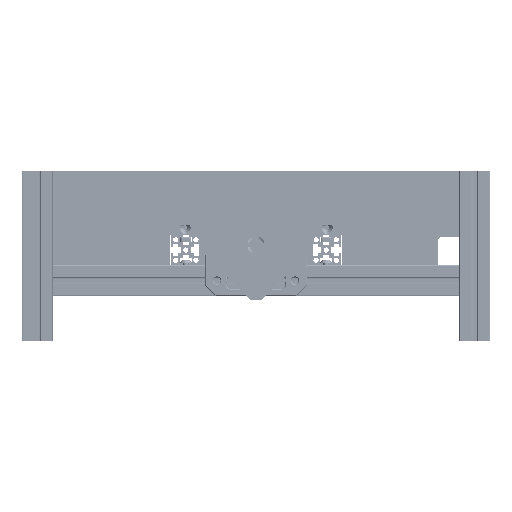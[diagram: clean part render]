
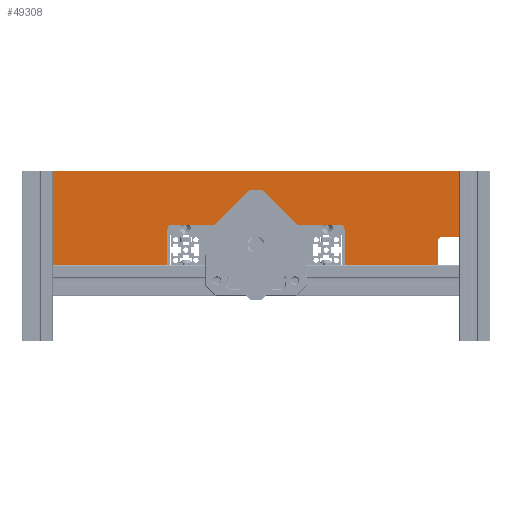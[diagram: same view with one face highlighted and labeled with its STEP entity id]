
A CAD part, front view. The second image highlights one B-rep face of the part: STEP entity #49308.
In plain terms, the highlighted planar face has unit normal (0, -1, 0).
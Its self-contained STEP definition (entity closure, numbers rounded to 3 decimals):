
#3249=PLANE('',#53627);
#6394=FACE_OUTER_BOUND('',#9279,.T.);
#9279=EDGE_LOOP('',(#42316,#42317,#42318,#42319,#42320,#42321,#42322,#42323,
#42324,#42325,#42326,#42327,#42328,#42329,#42330,#42331,#42332,#42333));
#13146=LINE('',#111072,#17642);
#13148=LINE('',#111075,#17644);
#13159=LINE('',#111110,#17655);
#13162=LINE('',#111118,#17658);
#13165=LINE('',#111126,#17661);
#13168=LINE('',#111134,#17664);
#13171=LINE('',#111141,#17667);
#13173=LINE('',#111145,#17669);
#13175=LINE('',#111149,#17671);
#13176=LINE('',#111151,#17672);
#17642=VECTOR('',#63685,1000.);
#17644=VECTOR('',#63689,1000.);
#17655=VECTOR('',#63718,1000.);
#17658=VECTOR('',#63727,1000.);
#17661=VECTOR('',#63736,1000.);
#17664=VECTOR('',#63745,1000.);
#17667=VECTOR('',#63754,1000.);
#17669=VECTOR('',#63758,1000.);
#17671=VECTOR('',#63762,1000.);
#17672=VECTOR('',#63765,10.);
#20518=CIRCLE('',#53595,2.);
#20520=CIRCLE('',#53598,2.);
#20522=CIRCLE('',#53601,2.);
#20528=CIRCLE('',#53611,2.);
#20529=CIRCLE('',#53614,2.);
#20530=CIRCLE('',#53617,2.);
#20531=CIRCLE('',#53620,2.);
#20532=CIRCLE('',#53623,2.);
#23905=VERTEX_POINT('',#111047);
#23906=VERTEX_POINT('',#111049);
#23909=VERTEX_POINT('',#111056);
#23910=VERTEX_POINT('',#111058);
#23913=VERTEX_POINT('',#111065);
#23914=VERTEX_POINT('',#111067);
#23927=VERTEX_POINT('',#111103);
#23928=VERTEX_POINT('',#111104);
#23929=VERTEX_POINT('',#111109);
#23930=VERTEX_POINT('',#111113);
#23931=VERTEX_POINT('',#111117);
#23932=VERTEX_POINT('',#111121);
#23933=VERTEX_POINT('',#111125);
#23934=VERTEX_POINT('',#111129);
#23935=VERTEX_POINT('',#111133);
#23936=VERTEX_POINT('',#111137);
#23937=VERTEX_POINT('',#111143);
#23938=VERTEX_POINT('',#111147);
#30254=EDGE_CURVE('',#23906,#23905,#20518,.T.);
#30258=EDGE_CURVE('',#23910,#23909,#20520,.T.);
#30262=EDGE_CURVE('',#23914,#23913,#20522,.T.);
#30265=EDGE_CURVE('',#23914,#23909,#13146,.T.);
#30267=EDGE_CURVE('',#23910,#23905,#13148,.T.);
#30281=EDGE_CURVE('',#23927,#23928,#20528,.T.);
#30284=EDGE_CURVE('',#23929,#23927,#13159,.T.);
#30286=EDGE_CURVE('',#23930,#23929,#20529,.T.);
#30288=EDGE_CURVE('',#23931,#23930,#13162,.T.);
#30290=EDGE_CURVE('',#23932,#23931,#20530,.T.);
#30292=EDGE_CURVE('',#23933,#23932,#13165,.T.);
#30294=EDGE_CURVE('',#23934,#23933,#20531,.T.);
#30296=EDGE_CURVE('',#23935,#23934,#13168,.T.);
#30298=EDGE_CURVE('',#23936,#23935,#20532,.T.);
#30300=EDGE_CURVE('',#23906,#23936,#13171,.T.);
#30302=EDGE_CURVE('',#23937,#23913,#13173,.T.);
#30304=EDGE_CURVE('',#23928,#23938,#13175,.T.);
#30305=EDGE_CURVE('',#23938,#23937,#13176,.T.);
#42316=ORIENTED_EDGE('',*,*,#30305,.F.);
#42317=ORIENTED_EDGE('',*,*,#30304,.F.);
#42318=ORIENTED_EDGE('',*,*,#30281,.F.);
#42319=ORIENTED_EDGE('',*,*,#30284,.F.);
#42320=ORIENTED_EDGE('',*,*,#30286,.F.);
#42321=ORIENTED_EDGE('',*,*,#30288,.F.);
#42322=ORIENTED_EDGE('',*,*,#30290,.F.);
#42323=ORIENTED_EDGE('',*,*,#30292,.F.);
#42324=ORIENTED_EDGE('',*,*,#30294,.F.);
#42325=ORIENTED_EDGE('',*,*,#30296,.F.);
#42326=ORIENTED_EDGE('',*,*,#30298,.F.);
#42327=ORIENTED_EDGE('',*,*,#30300,.F.);
#42328=ORIENTED_EDGE('',*,*,#30254,.T.);
#42329=ORIENTED_EDGE('',*,*,#30267,.F.);
#42330=ORIENTED_EDGE('',*,*,#30258,.T.);
#42331=ORIENTED_EDGE('',*,*,#30265,.F.);
#42332=ORIENTED_EDGE('',*,*,#30262,.T.);
#42333=ORIENTED_EDGE('',*,*,#30302,.F.);
#49308=ADVANCED_FACE('',(#6394),#3249,.F.);
#53595=AXIS2_PLACEMENT_3D('',#111050,#63663,#63664);
#53598=AXIS2_PLACEMENT_3D('',#111059,#63671,#63672);
#53601=AXIS2_PLACEMENT_3D('',#111068,#63679,#63680);
#53611=AXIS2_PLACEMENT_3D('',#111105,#63712,#63713);
#53614=AXIS2_PLACEMENT_3D('',#111114,#63722,#63723);
#53617=AXIS2_PLACEMENT_3D('',#111122,#63731,#63732);
#53620=AXIS2_PLACEMENT_3D('',#111130,#63740,#63741);
#53623=AXIS2_PLACEMENT_3D('',#111138,#63749,#63750);
#53627=AXIS2_PLACEMENT_3D('',#111150,#63763,#63764);
#63663=DIRECTION('center_axis',(0.,-1.,0.));
#63664=DIRECTION('ref_axis',(0.,0.,1.));
#63671=DIRECTION('center_axis',(0.,1.,0.));
#63672=DIRECTION('ref_axis',(0.,0.,1.));
#63679=DIRECTION('center_axis',(0.,-1.,0.));
#63680=DIRECTION('ref_axis',(0.,0.,1.));
#63685=DIRECTION('',(-1.,0.,0.));
#63689=DIRECTION('',(0.,0.,-1.));
#63712=DIRECTION('center_axis',(0.,1.,0.));
#63713=DIRECTION('ref_axis',(0.,0.,1.));
#63718=DIRECTION('',(-1.,0.,0.));
#63722=DIRECTION('center_axis',(0.,1.,0.));
#63723=DIRECTION('ref_axis',(0.,0.,-1.));
#63727=DIRECTION('',(0.,0.,-1.));
#63731=DIRECTION('center_axis',(0.,-1.,0.));
#63732=DIRECTION('ref_axis',(0.,0.,-1.));
#63736=DIRECTION('',(-1.,0.,0.));
#63740=DIRECTION('center_axis',(0.,-1.,0.));
#63741=DIRECTION('ref_axis',(0.,0.,-1.));
#63745=DIRECTION('',(0.,0.,1.));
#63749=DIRECTION('center_axis',(0.,1.,0.));
#63750=DIRECTION('ref_axis',(0.,0.,1.));
#63754=DIRECTION('',(-1.,0.,0.));
#63758=DIRECTION('',(0.,0.,-1.));
#63762=DIRECTION('',(0.,0.,1.));
#63763=DIRECTION('center_axis',(0.,1.,0.));
#63764=DIRECTION('ref_axis',(0.,0.,1.));
#63765=DIRECTION('',(1.,0.,0.));
#111047=CARTESIAN_POINT('',(89.5,0.,-84.));
#111049=CARTESIAN_POINT('',(87.5,0.,-86.));
#111050=CARTESIAN_POINT('Origin',(87.5,0.,-84.));
#111056=CARTESIAN_POINT('',(91.5,0.,-68.));
#111058=CARTESIAN_POINT('',(89.5,0.,-70.));
#111059=CARTESIAN_POINT('Origin',(91.5,0.,-70.));
#111065=CARTESIAN_POINT('',(104.5,0.,-66.));
#111067=CARTESIAN_POINT('',(102.5,0.,-68.));
#111068=CARTESIAN_POINT('Origin',(102.5,0.,-66.));
#111072=CARTESIAN_POINT('',(104.5,0.,-68.));
#111075=CARTESIAN_POINT('',(89.5,0.,-86.));
#111103=CARTESIAN_POINT('',(-102.5,0.,-86.));
#111104=CARTESIAN_POINT('',(-104.5,0.,-84.));
#111105=CARTESIAN_POINT('Origin',(-102.5,0.,-84.));
#111109=CARTESIAN_POINT('',(-45.5,0.,-86.));
#111110=CARTESIAN_POINT('',(-102.5,0.,-86.));
#111113=CARTESIAN_POINT('',(-43.5,0.,-84.));
#111114=CARTESIAN_POINT('Origin',(-45.5,0.,-84.));
#111117=CARTESIAN_POINT('',(-43.5,0.,-64.));
#111118=CARTESIAN_POINT('',(-43.5,0.,-84.));
#111121=CARTESIAN_POINT('',(-41.5,0.,-62.));
#111122=CARTESIAN_POINT('Origin',(-41.5,0.,-64.));
#111125=CARTESIAN_POINT('',(41.5,0.,-62.));
#111126=CARTESIAN_POINT('',(41.5,0.,-62.));
#111129=CARTESIAN_POINT('',(43.5,0.,-64.));
#111130=CARTESIAN_POINT('Origin',(41.5,0.,-64.));
#111133=CARTESIAN_POINT('',(43.5,0.,-84.));
#111134=CARTESIAN_POINT('',(43.5,0.,-84.));
#111137=CARTESIAN_POINT('',(45.5,0.,-86.));
#111138=CARTESIAN_POINT('Origin',(45.5,0.,-84.));
#111141=CARTESIAN_POINT('',(45.5,0.,-86.));
#111143=CARTESIAN_POINT('',(104.5,0.,-35.862));
#111145=CARTESIAN_POINT('',(104.5,0.,-84.));
#111147=CARTESIAN_POINT('',(-104.5,0.,-35.862));
#111149=CARTESIAN_POINT('',(-104.5,0.,-84.));
#111150=CARTESIAN_POINT('Origin',(96.5,0.,84.));
#111151=CARTESIAN_POINT('',(48.25,0.,-35.862));
